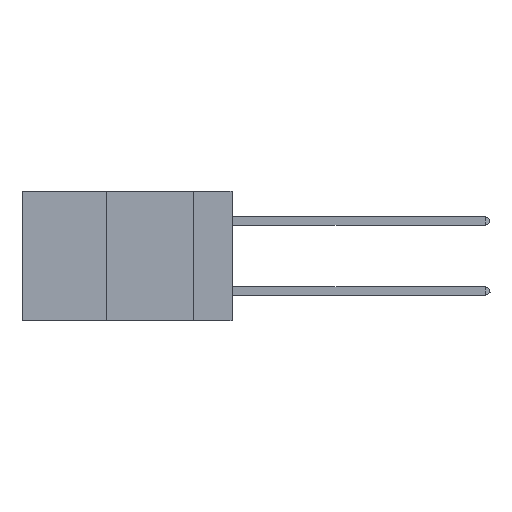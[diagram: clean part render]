
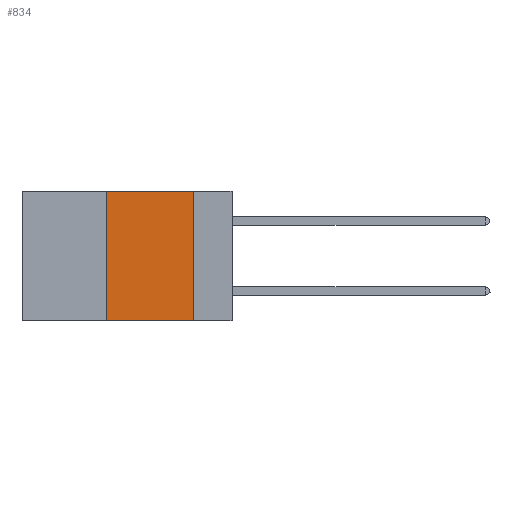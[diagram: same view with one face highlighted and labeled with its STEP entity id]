
A CAD part, left-side view. The second image highlights one B-rep face of the part: STEP entity #834.
In plain terms, the highlighted planar face has unit normal (-1, 0, 0).
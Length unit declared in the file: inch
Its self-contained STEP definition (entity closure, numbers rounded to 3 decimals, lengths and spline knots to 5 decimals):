
#67 = LINE ( 'NONE', #8377, #4145 ) ;
#576 = DIRECTION ( 'NONE',  ( 0., 0., 1. ) ) ;
#678 = DIRECTION ( 'NONE',  ( 0., 0., -1. ) ) ;
#703 = DIRECTION ( 'NONE',  ( 0., -1., 0. ) ) ;
#793 = AXIS2_PLACEMENT_3D ( 'NONE', #7261, #5739, #678 ) ;
#834 = ADVANCED_FACE ( 'NONE', ( #7523 ), #7226, .F. ) ;
#1307 = CARTESIAN_POINT ( 'NONE',  ( 0., 0.11, -0.37 ) ) ;
#1703 = DIRECTION ( 'NONE',  ( 0., 0., -1. ) ) ;
#2389 = CARTESIAN_POINT ( 'NONE',  ( 0., 0.6, -0.37 ) ) ;
#2420 = VECTOR ( 'NONE', #4128, 39.37008 ) ;
#2445 = EDGE_CURVE ( 'NONE', #4560, #8416, #3473, .T. ) ;
#2914 = ORIENTED_EDGE ( 'NONE', *, *, #7104, .T. ) ;
#2984 = ORIENTED_EDGE ( 'NONE', *, *, #7213, .F. ) ;
#3362 = ORIENTED_EDGE ( 'NONE', *, *, #2445, .F. ) ;
#3473 = LINE ( 'NONE', #6166, #6708 ) ;
#4050 = LINE ( 'NONE', #8234, #4447 ) ;
#4128 = DIRECTION ( 'NONE',  ( 0., -1., 0. ) ) ;
#4145 = VECTOR ( 'NONE', #1703, 39.37008 ) ;
#4447 = VECTOR ( 'NONE', #703, 39.37008 ) ;
#4509 = VERTEX_POINT ( 'NONE', #7509 ) ;
#4560 = VERTEX_POINT ( 'NONE', #9313 ) ;
#4661 = LINE ( 'NONE', #2389, #2420 ) ;
#5264 = EDGE_CURVE ( 'NONE', #8416, #4509, #4050, .T. ) ;
#5739 = DIRECTION ( 'NONE',  ( 1., 0., 0. ) ) ;
#6018 = VERTEX_POINT ( 'NONE', #1307 ) ;
#6166 = CARTESIAN_POINT ( 'NONE',  ( 0., 0.36, 0. ) ) ;
#6287 = CARTESIAN_POINT ( 'NONE',  ( 0., 0.36, 0. ) ) ;
#6708 = VECTOR ( 'NONE', #576, 39.37008 ) ;
#7104 = EDGE_CURVE ( 'NONE', #4560, #6018, #4661, .T. ) ;
#7164 = ORIENTED_EDGE ( 'NONE', *, *, #5264, .F. ) ;
#7213 = EDGE_CURVE ( 'NONE', #4509, #6018, #67, .T. ) ;
#7226 = PLANE ( 'NONE',  #793 ) ;
#7261 = CARTESIAN_POINT ( 'NONE',  ( 0., 0.6, 0. ) ) ;
#7509 = CARTESIAN_POINT ( 'NONE',  ( 0., 0.11, 0. ) ) ;
#7523 = FACE_OUTER_BOUND ( 'NONE', #10058, .T. ) ;
#8234 = CARTESIAN_POINT ( 'NONE',  ( 0., 0.6, 0. ) ) ;
#8377 = CARTESIAN_POINT ( 'NONE',  ( 0., 0.11, 0. ) ) ;
#8416 = VERTEX_POINT ( 'NONE', #6287 ) ;
#9313 = CARTESIAN_POINT ( 'NONE',  ( 0., 0.36, -0.37 ) ) ;
#10058 = EDGE_LOOP ( 'NONE', ( #2984, #7164, #3362, #2914 ) ) ;
